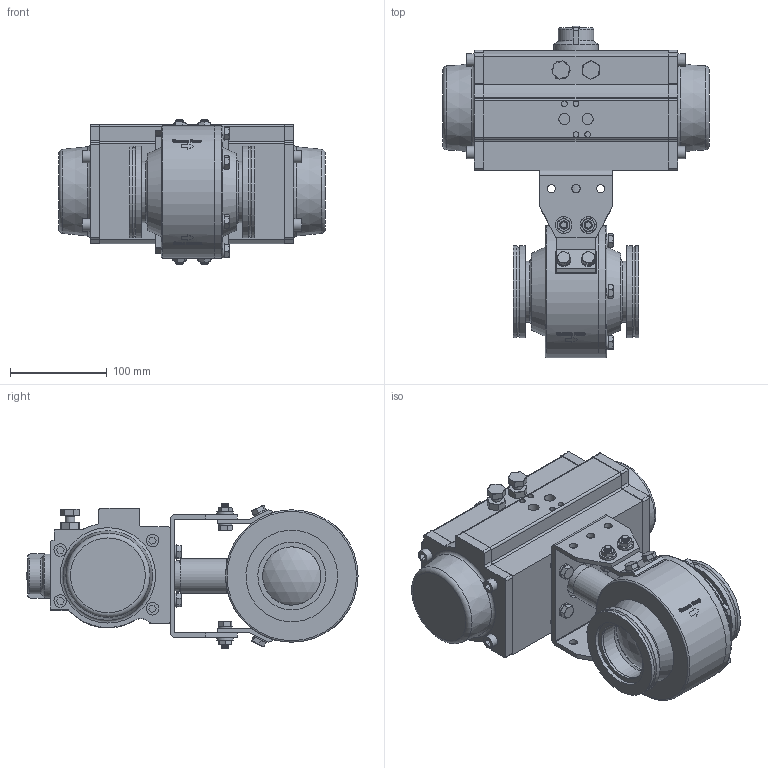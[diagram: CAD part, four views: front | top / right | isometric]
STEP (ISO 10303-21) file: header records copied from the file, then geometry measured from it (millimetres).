
FILE_DESCRIPTION(/* description */ (''),/* implementation_level */ '2;1');
FILE_NAME(/* name */ '3007220c.stp',/* time_stamp */ '2021-05-03T14:14:39-04:00',/* author */ ('Sana_M'),/* organization */ (''),/* preprocessor_version */ 'ST-DEVELOPER v18.1',/* originating_system */ 'Autodesk Inventor 2021',/* authorisation */ '');
FILE_SCHEMA (('AUTOMOTIVE_DESIGN { 1 0 10303 214 3 1 1 }'));
Products named in the file (1): 3007220c
Bounding box: 276.1 x 343.72 x 149.33 mm (x, y, z)
Surface area: 390170.3 mm2 (no closed solid volume)
Topology: 0 solids, 75 shells, 1246 faces, 4194 edges, 2944 vertices
Faces by surface type: plane 629, cylinder 335, cone 151, bspline 113, torus 16, sphere 2
Full cylindrical faces by diameter (mm): 3.988 x4, 5.842 x4, 6.35 x1, 6.563 x84, 7.938 x84, 8.433 x6, 10 x2, 11.43 x2, 12.509 x4, 12.954 x8, 14.287 x14, 17.066 x4, 31.75 x1, 35.56 x1, 36.576 x1, 39.37 x1, 46.228 x1, 60.325 x5, 63.5 x2, 64.618 x2, 70.206 x2, 77.216 x2, 94.996 x4, 137.16 x2
Entity records: 66280 total; most frequent: CARTESIAN_POINT 30432, ORIENTED_EDGE 7052, DIRECTION 6657, EDGE_CURVE 4194, VERTEX_POINT 2944, AXIS2_PLACEMENT_3D 2340, LINE 1977, VECTOR 1977
